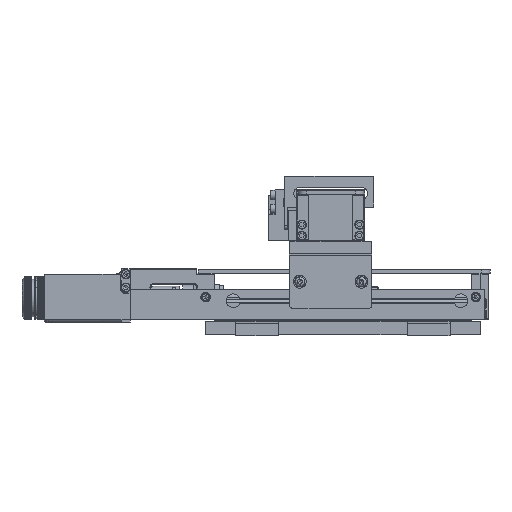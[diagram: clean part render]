
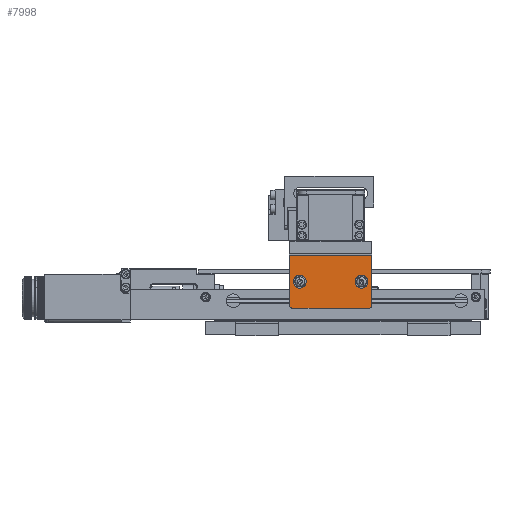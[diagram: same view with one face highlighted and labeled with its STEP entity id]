
A CAD part, left-side view. The second image highlights one B-rep face of the part: STEP entity #7998.
In plain terms, the highlighted planar face has unit normal (-1, 0, 0).
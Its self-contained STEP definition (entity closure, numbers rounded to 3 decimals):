
#350=FACE_BOUND('',#17668,.T.);
#351=FACE_BOUND('',#17669,.T.);
#3750=PLANE('',#85551);
#7998=ADVANCED_FACE('',(#12665,#350,#351),#3750,.T.);
#12665=FACE_OUTER_BOUND('',#17667,.T.);
#17667=EDGE_LOOP('',(#41753,#41754,#41755,#41756,#41757,#41758));
#17668=EDGE_LOOP('',(#41759,#41760,#41761,#41762));
#17669=EDGE_LOOP('',(#41763,#41764,#41765,#41766));
#41753=ORIENTED_EDGE('',*,*,#57038,.F.);
#41754=ORIENTED_EDGE('',*,*,#57044,.F.);
#41755=ORIENTED_EDGE('',*,*,#57047,.F.);
#41756=ORIENTED_EDGE('',*,*,#57070,.T.);
#41757=ORIENTED_EDGE('',*,*,#57068,.F.);
#41758=ORIENTED_EDGE('',*,*,#57071,.T.);
#41759=ORIENTED_EDGE('',*,*,#57054,.T.);
#41760=ORIENTED_EDGE('',*,*,#57053,.T.);
#41761=ORIENTED_EDGE('',*,*,#57052,.T.);
#41762=ORIENTED_EDGE('',*,*,#58156,.T.);
#41763=ORIENTED_EDGE('',*,*,#57061,.T.);
#41764=ORIENTED_EDGE('',*,*,#57060,.T.);
#41765=ORIENTED_EDGE('',*,*,#57059,.T.);
#41766=ORIENTED_EDGE('',*,*,#58159,.T.);
#57038=EDGE_CURVE('',#79806,#79807,#70922,.T.);
#57044=EDGE_CURVE('',#79811,#79806,#66528,.T.);
#57047=EDGE_CURVE('',#79813,#79811,#70924,.T.);
#57052=EDGE_CURVE('',#79814,#80429,#70926,.T.);
#57053=EDGE_CURVE('',#79816,#79814,#70927,.T.);
#57054=EDGE_CURVE('',#79815,#79816,#70928,.T.);
#57059=EDGE_CURVE('',#79818,#80431,#70932,.T.);
#57060=EDGE_CURVE('',#79820,#79818,#70933,.T.);
#57061=EDGE_CURVE('',#79819,#79820,#70934,.T.);
#57068=EDGE_CURVE('',#79824,#79825,#66538,.T.);
#57070=EDGE_CURVE('',#79813,#79825,#66540,.T.);
#57071=EDGE_CURVE('',#79824,#79807,#66541,.T.);
#58156=EDGE_CURVE('',#80429,#79815,#71555,.T.);
#58159=EDGE_CURVE('',#80431,#79819,#71557,.T.);
#66528=B_SPLINE_CURVE_WITH_KNOTS('',1,(#161991,#161992),.UNSPECIFIED.,.F.,
 .F.,(2,2),(0.,44.),.UNSPECIFIED.);
#66538=B_SPLINE_CURVE_WITH_KNOTS('',1,(#162053,#162054),.UNSPECIFIED.,.F.,
 .F.,(2,2),(0.,48.),.UNSPECIFIED.);
#66540=B_SPLINE_CURVE_WITH_KNOTS('',1,(#162057,#162058),.UNSPECIFIED.,.F.,
 .F.,(2,2),(0.,28.9),.UNSPECIFIED.);
#66541=B_SPLINE_CURVE_WITH_KNOTS('',1,(#162059,#162060),.UNSPECIFIED.,.F.,
 .F.,(2,2),(0.,28.9),.UNSPECIFIED.);
#70922=(
BOUNDED_CURVE()
B_SPLINE_CURVE(2,(#161977,#161978,#161979),.UNSPECIFIED.,.F.,.F.)
B_SPLINE_CURVE_WITH_KNOTS((3,3),(0.,3.142),.UNSPECIFIED.)
CURVE()
GEOMETRIC_REPRESENTATION_ITEM()
RATIONAL_B_SPLINE_CURVE((1.,0.707,1.))
REPRESENTATION_ITEM('')
);
#70924=(
BOUNDED_CURVE()
B_SPLINE_CURVE(2,(#161997,#161998,#161999),.UNSPECIFIED.,.F.,.F.)
B_SPLINE_CURVE_WITH_KNOTS((3,3),(0.,3.142),.UNSPECIFIED.)
CURVE()
GEOMETRIC_REPRESENTATION_ITEM()
RATIONAL_B_SPLINE_CURVE((1.,0.707,1.))
REPRESENTATION_ITEM('')
);
#70926=(
BOUNDED_CURVE()
B_SPLINE_CURVE(2,(#162009,#162010,#162011),.UNSPECIFIED.,.F.,.F.)
B_SPLINE_CURVE_WITH_KNOTS((3,3),(-11.781,-5.89),
 .UNSPECIFIED.)
CURVE()
GEOMETRIC_REPRESENTATION_ITEM()
RATIONAL_B_SPLINE_CURVE((1.,0.707,1.))
REPRESENTATION_ITEM('')
);
#70927=(
BOUNDED_CURVE()
B_SPLINE_CURVE(2,(#162012,#162013,#162014),.UNSPECIFIED.,.F.,.F.)
B_SPLINE_CURVE_WITH_KNOTS((3,3),(-5.89,0.),.UNSPECIFIED.)
CURVE()
GEOMETRIC_REPRESENTATION_ITEM()
RATIONAL_B_SPLINE_CURVE((1.,0.707,1.))
REPRESENTATION_ITEM('')
);
#70928=(
BOUNDED_CURVE()
B_SPLINE_CURVE(2,(#162015,#162016,#162017),.UNSPECIFIED.,.F.,.F.)
B_SPLINE_CURVE_WITH_KNOTS((3,3),(-11.781,-5.89),
 .UNSPECIFIED.)
CURVE()
GEOMETRIC_REPRESENTATION_ITEM()
RATIONAL_B_SPLINE_CURVE((1.,0.707,1.))
REPRESENTATION_ITEM('')
);
#70932=(
BOUNDED_CURVE()
B_SPLINE_CURVE(2,(#162029,#162030,#162031),.UNSPECIFIED.,.F.,.F.)
B_SPLINE_CURVE_WITH_KNOTS((3,3),(-11.781,-5.89),
 .UNSPECIFIED.)
CURVE()
GEOMETRIC_REPRESENTATION_ITEM()
RATIONAL_B_SPLINE_CURVE((1.,0.707,1.))
REPRESENTATION_ITEM('')
);
#70933=(
BOUNDED_CURVE()
B_SPLINE_CURVE(2,(#162032,#162033,#162034),.UNSPECIFIED.,.F.,.F.)
B_SPLINE_CURVE_WITH_KNOTS((3,3),(-5.89,0.),.UNSPECIFIED.)
CURVE()
GEOMETRIC_REPRESENTATION_ITEM()
RATIONAL_B_SPLINE_CURVE((1.,0.707,1.))
REPRESENTATION_ITEM('')
);
#70934=(
BOUNDED_CURVE()
B_SPLINE_CURVE(2,(#162035,#162036,#162037),.UNSPECIFIED.,.F.,.F.)
B_SPLINE_CURVE_WITH_KNOTS((3,3),(-11.781,-5.89),
 .UNSPECIFIED.)
CURVE()
GEOMETRIC_REPRESENTATION_ITEM()
RATIONAL_B_SPLINE_CURVE((1.,0.707,1.))
REPRESENTATION_ITEM('')
);
#71555=(
BOUNDED_CURVE()
B_SPLINE_CURVE(2,(#166265,#166266,#166267),.UNSPECIFIED.,.F.,.F.)
B_SPLINE_CURVE_WITH_KNOTS((3,3),(-5.89,0.),.UNSPECIFIED.)
CURVE()
GEOMETRIC_REPRESENTATION_ITEM()
RATIONAL_B_SPLINE_CURVE((1.,0.707,1.))
REPRESENTATION_ITEM('')
);
#71557=(
BOUNDED_CURVE()
B_SPLINE_CURVE(2,(#166273,#166274,#166275),.UNSPECIFIED.,.F.,.F.)
B_SPLINE_CURVE_WITH_KNOTS((3,3),(-5.89,0.),.UNSPECIFIED.)
CURVE()
GEOMETRIC_REPRESENTATION_ITEM()
RATIONAL_B_SPLINE_CURVE((1.,0.707,1.))
REPRESENTATION_ITEM('')
);
#79806=VERTEX_POINT('',#122859);
#79807=VERTEX_POINT('',#122860);
#79811=VERTEX_POINT('',#122864);
#79813=VERTEX_POINT('',#122866);
#79814=VERTEX_POINT('',#122867);
#79815=VERTEX_POINT('',#122868);
#79816=VERTEX_POINT('',#122869);
#79818=VERTEX_POINT('',#122871);
#79819=VERTEX_POINT('',#122872);
#79820=VERTEX_POINT('',#122873);
#79824=VERTEX_POINT('',#122877);
#79825=VERTEX_POINT('',#122878);
#80429=VERTEX_POINT('',#123482);
#80431=VERTEX_POINT('',#123484);
#85551=AXIS2_PLACEMENT_3D('',#112160,#89672,$);
#89672=DIRECTION('',(-1.,0.,0.));
#112160=CARTESIAN_POINT('',(-47.6,-14.591,12.79));
#122859=CARTESIAN_POINT('',(-47.6,-21.511,16.));
#122860=CARTESIAN_POINT('',(-47.6,-19.511,18.));
#122864=CARTESIAN_POINT('',(-47.6,-65.511,16.));
#122866=CARTESIAN_POINT('',(-47.6,-67.511,18.));
#122867=CARTESIAN_POINT('',(-47.6,-29.261,31.5));
#122868=CARTESIAN_POINT('',(-47.6,-21.761,31.5));
#122869=CARTESIAN_POINT('',(-47.6,-25.511,35.25));
#122871=CARTESIAN_POINT('',(-47.6,-65.261,31.5));
#122872=CARTESIAN_POINT('',(-47.6,-57.761,31.5));
#122873=CARTESIAN_POINT('',(-47.6,-61.511,35.25));
#122877=CARTESIAN_POINT('',(-47.6,-19.511,46.9));
#122878=CARTESIAN_POINT('',(-47.6,-67.511,46.9));
#123482=CARTESIAN_POINT('',(-47.6,-25.511,27.75));
#123484=CARTESIAN_POINT('',(-47.6,-61.511,27.75));
#161977=CARTESIAN_POINT('',(-47.6,-21.511,16.));
#161978=CARTESIAN_POINT('',(-47.6,-19.511,16.));
#161979=CARTESIAN_POINT('',(-47.6,-19.511,18.));
#161991=CARTESIAN_POINT('',(-47.6,-65.511,16.));
#161992=CARTESIAN_POINT('',(-47.6,-21.511,16.));
#161997=CARTESIAN_POINT('',(-47.6,-67.511,18.));
#161998=CARTESIAN_POINT('',(-47.6,-67.511,16.));
#161999=CARTESIAN_POINT('',(-47.6,-65.511,16.));
#162009=CARTESIAN_POINT('',(-47.6,-29.261,31.5));
#162010=CARTESIAN_POINT('',(-47.6,-29.261,27.75));
#162011=CARTESIAN_POINT('',(-47.6,-25.511,27.75));
#162012=CARTESIAN_POINT('',(-47.6,-25.511,35.25));
#162013=CARTESIAN_POINT('',(-47.6,-29.261,35.25));
#162014=CARTESIAN_POINT('',(-47.6,-29.261,31.5));
#162015=CARTESIAN_POINT('',(-47.6,-21.761,31.5));
#162016=CARTESIAN_POINT('',(-47.6,-21.761,35.25));
#162017=CARTESIAN_POINT('',(-47.6,-25.511,35.25));
#162029=CARTESIAN_POINT('',(-47.6,-65.261,31.5));
#162030=CARTESIAN_POINT('',(-47.6,-65.261,27.75));
#162031=CARTESIAN_POINT('',(-47.6,-61.511,27.75));
#162032=CARTESIAN_POINT('',(-47.6,-61.511,35.25));
#162033=CARTESIAN_POINT('',(-47.6,-65.261,35.25));
#162034=CARTESIAN_POINT('',(-47.6,-65.261,31.5));
#162035=CARTESIAN_POINT('',(-47.6,-57.761,31.5));
#162036=CARTESIAN_POINT('',(-47.6,-57.761,35.25));
#162037=CARTESIAN_POINT('',(-47.6,-61.511,35.25));
#162053=CARTESIAN_POINT('',(-47.6,-19.511,46.9));
#162054=CARTESIAN_POINT('',(-47.6,-67.511,46.9));
#162057=CARTESIAN_POINT('',(-47.6,-67.511,18.));
#162058=CARTESIAN_POINT('',(-47.6,-67.511,46.9));
#162059=CARTESIAN_POINT('',(-47.6,-19.511,46.9));
#162060=CARTESIAN_POINT('',(-47.6,-19.511,18.));
#166265=CARTESIAN_POINT('',(-47.6,-25.511,27.75));
#166266=CARTESIAN_POINT('',(-47.6,-21.761,27.75));
#166267=CARTESIAN_POINT('',(-47.6,-21.761,31.5));
#166273=CARTESIAN_POINT('',(-47.6,-61.511,27.75));
#166274=CARTESIAN_POINT('',(-47.6,-57.761,27.75));
#166275=CARTESIAN_POINT('',(-47.6,-57.761,31.5));
